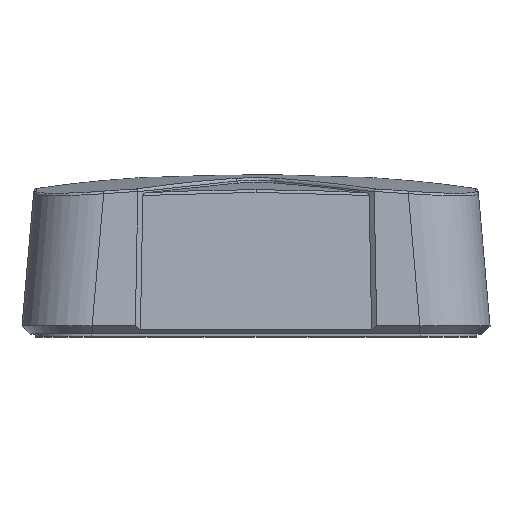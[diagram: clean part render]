
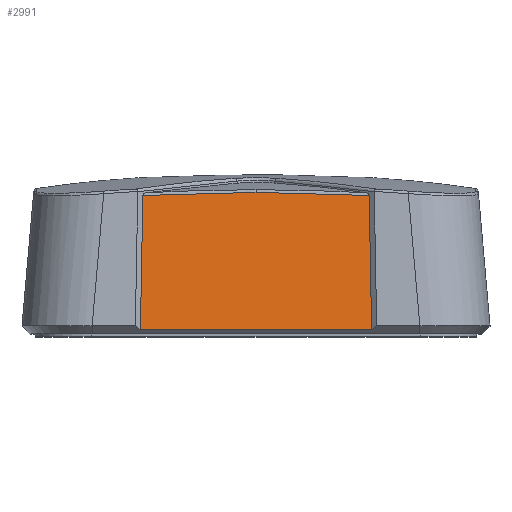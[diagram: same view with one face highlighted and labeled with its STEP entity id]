
A CAD part, top view. The second image highlights one B-rep face of the part: STEP entity #2991.
In plain terms, the highlighted planar face has unit normal (0, 0.087, 0.996).
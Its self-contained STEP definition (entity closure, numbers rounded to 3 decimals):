
#10 = DIRECTION ( 'NONE',  ( 0., -0.087, -0.996 ) ) ;
#350 = ORIENTED_EDGE ( 'NONE', *, *, #755, .F. ) ;
#411 = CARTESIAN_POINT ( 'NONE',  ( 12.309, 0.413, 24.456 ) ) ;
#414 = AXIS2_PLACEMENT_3D ( 'NONE', #1187, #10, #1847 ) ;
#464 = CARTESIAN_POINT ( 'NONE',  ( -12.05, 14.73, 23.204 ) ) ;
#755 = EDGE_CURVE ( 'NONE', #1600, #7101, #2543, .T. ) ;
#1019 = DIRECTION ( 'NONE',  ( 1., 0., 0. ) ) ;
#1085 = DIRECTION ( 'NONE',  ( 0.018, -0.996, 0.087 ) ) ;
#1187 = CARTESIAN_POINT ( 'NONE',  ( 12.933, -0.408, 24.528 ) ) ;
#1484 = VECTOR ( 'NONE', #1019, 1000. ) ;
#1487 = CARTESIAN_POINT ( 'NONE',  ( -12.309, 0.413, 24.456 ) ) ;
#1600 = VERTEX_POINT ( 'NONE', #1487 ) ;
#1776 = CARTESIAN_POINT ( 'NONE',  ( 8.037, 14.949, 23.185 ) ) ;
#1818 = DIRECTION ( 'NONE',  ( 0.018, 0.996, -0.087 ) ) ;
#1847 = DIRECTION ( 'NONE',  ( 0., 0.996, -0.087 ) ) ;
#1996 = VERTEX_POINT ( 'NONE', #3066 ) ;
#2152 = CARTESIAN_POINT ( 'NONE',  ( -26.244, 0.413, 24.456 ) ) ;
#2262 = CARTESIAN_POINT ( 'NONE',  ( 0., 15.058, 23.175 ) ) ;
#2462 = EDGE_CURVE ( 'NONE', #1600, #4198, #5580, .T. ) ;
#2531 = VERTEX_POINT ( 'NONE', #3343 ) ;
#2543 = LINE ( 'NONE', #4026, #4650 ) ;
#2635 = CARTESIAN_POINT ( 'NONE',  ( -12.05, 14.73, 23.204 ) ) ;
#2638 = EDGE_CURVE ( 'NONE', #7101, #1996, #6666, .T. ) ;
#2804 = CARTESIAN_POINT ( 'NONE',  ( -8.037, 14.949, 23.185 ) ) ;
#2835 = CARTESIAN_POINT ( 'NONE',  ( 0., 15.058, 23.175 ) ) ;
#2991 = ADVANCED_FACE ( 'NONE', ( #4131 ), #7514, .F. ) ;
#3066 = CARTESIAN_POINT ( 'NONE',  ( 0., 15.058, 23.175 ) ) ;
#3187 =( BOUNDED_CURVE ( )  B_SPLINE_CURVE ( 3, ( #2262, #4580, #1776, #7017 ),
 .UNSPECIFIED., .F., .T. ) 
 B_SPLINE_CURVE_WITH_KNOTS ( ( 4, 4 ),
 ( 0., 1. ),
 .UNSPECIFIED. ) 
 CURVE ( )  GEOMETRIC_REPRESENTATION_ITEM ( )  RATIONAL_B_SPLINE_CURVE ( ( 1., 1., 1., 1. ) ) 
 REPRESENTATION_ITEM ( '' )  );
#3343 = CARTESIAN_POINT ( 'NONE',  ( 12.05, 14.73, 23.204 ) ) ;
#4026 = CARTESIAN_POINT ( 'NONE',  ( -12.309, 0.413, 24.456 ) ) ;
#4131 = FACE_OUTER_BOUND ( 'NONE', #5686, .T. ) ;
#4133 = ORIENTED_EDGE ( 'NONE', *, *, #5719, .F. ) ;
#4198 = VERTEX_POINT ( 'NONE', #411 ) ;
#4580 = CARTESIAN_POINT ( 'NONE',  ( 4.019, 15.058, 23.175 ) ) ;
#4650 = VECTOR ( 'NONE', #1818, 1000. ) ;
#5085 = EDGE_CURVE ( 'NONE', #2531, #4198, #7018, .T. ) ;
#5265 = VECTOR ( 'NONE', #1085, 1000. ) ;
#5580 = LINE ( 'NONE', #2152, #1484 ) ;
#5686 = EDGE_LOOP ( 'NONE', ( #4133, #7273, #350, #5713, #5893 ) ) ;
#5713 = ORIENTED_EDGE ( 'NONE', *, *, #2462, .T. ) ;
#5719 = EDGE_CURVE ( 'NONE', #1996, #2531, #3187, .T. ) ;
#5893 = ORIENTED_EDGE ( 'NONE', *, *, #5085, .F. ) ;
#6666 =( BOUNDED_CURVE ( )  B_SPLINE_CURVE ( 3, ( #464, #2804, #7513, #2835 ),
 .UNSPECIFIED., .F., .T. ) 
 B_SPLINE_CURVE_WITH_KNOTS ( ( 4, 4 ),
 ( 0., 1. ),
 .UNSPECIFIED. ) 
 CURVE ( )  GEOMETRIC_REPRESENTATION_ITEM ( )  RATIONAL_B_SPLINE_CURVE ( ( 1., 1., 1., 1. ) ) 
 REPRESENTATION_ITEM ( '' )  );
#6718 = CARTESIAN_POINT ( 'NONE',  ( 12.05, 14.73, 23.204 ) ) ;
#7017 = CARTESIAN_POINT ( 'NONE',  ( 12.05, 14.73, 23.204 ) ) ;
#7018 = LINE ( 'NONE', #6718, #5265 ) ;
#7101 = VERTEX_POINT ( 'NONE', #2635 ) ;
#7273 = ORIENTED_EDGE ( 'NONE', *, *, #2638, .F. ) ;
#7513 = CARTESIAN_POINT ( 'NONE',  ( -4.019, 15.058, 23.175 ) ) ;
#7514 = PLANE ( 'NONE',  #414 ) ;
